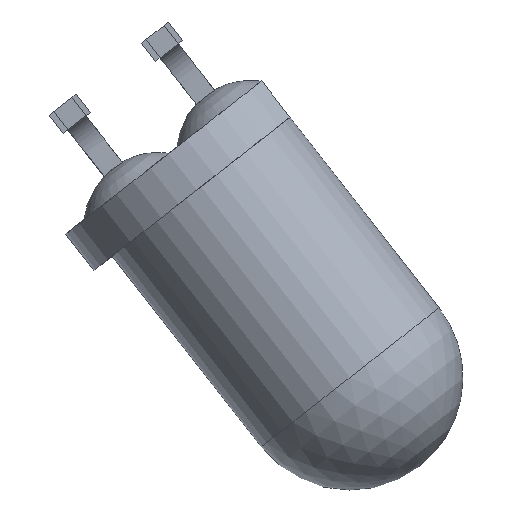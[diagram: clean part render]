
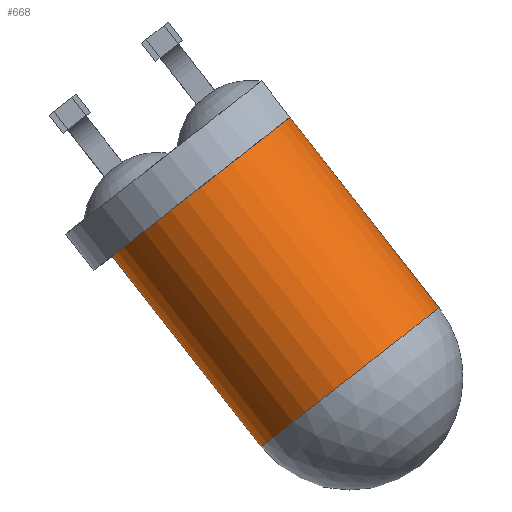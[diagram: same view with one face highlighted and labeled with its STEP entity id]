
A CAD part, front view. The second image highlights one B-rep face of the part: STEP entity #668.
In plain terms, the highlighted cylindrical face has radius 2.45 mm (diameter 4.9 mm), a full revolution.
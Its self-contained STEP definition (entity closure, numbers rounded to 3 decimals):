
#25=CYLINDRICAL_SURFACE('',#736,2.45);
#41=CIRCLE('',#726,2.45);
#42=CIRCLE('',#727,2.45);
#49=CIRCLE('',#737,2.45);
#110=FACE_OUTER_BOUND('',#144,.T.);
#144=EDGE_LOOP('',(#591,#592,#593,#594,#595));
#201=LINE('',#2136,#257);
#257=VECTOR('',#891,2.45);
#311=VERTEX_POINT('',#1642);
#312=VERTEX_POINT('',#1643);
#328=VERTEX_POINT('',#2134);
#405=EDGE_CURVE('',#311,#312,#41,.T.);
#406=EDGE_CURVE('',#312,#311,#42,.T.);
#424=EDGE_CURVE('',#328,#328,#49,.T.);
#425=EDGE_CURVE('',#328,#312,#201,.T.);
#591=ORIENTED_EDGE('',*,*,#424,.F.);
#592=ORIENTED_EDGE('',*,*,#425,.T.);
#593=ORIENTED_EDGE('',*,*,#406,.T.);
#594=ORIENTED_EDGE('',*,*,#405,.T.);
#595=ORIENTED_EDGE('',*,*,#425,.F.);
#668=ADVANCED_FACE('',(#110),#25,.T.);
#726=AXIS2_PLACEMENT_3D('',#1644,#867,#868);
#727=AXIS2_PLACEMENT_3D('',#1645,#869,#870);
#736=AXIS2_PLACEMENT_3D('',#2133,#887,#888);
#737=AXIS2_PLACEMENT_3D('',#2135,#889,#890);
#867=DIRECTION('center_axis',(0.,-1.,0.));
#868=DIRECTION('ref_axis',(-0.814,0.,0.581));
#869=DIRECTION('center_axis',(0.,-1.,0.));
#870=DIRECTION('ref_axis',(-0.814,0.,0.581));
#887=DIRECTION('center_axis',(0.,-1.,0.));
#888=DIRECTION('ref_axis',(-1.,0.,0.));
#889=DIRECTION('center_axis',(0.,-1.,0.));
#890=DIRECTION('ref_axis',(-1.,0.,0.));
#891=DIRECTION('',(0.,1.,0.));
#1642=CARTESIAN_POINT('',(-2.465,7.613,3.));
#1643=CARTESIAN_POINT('',(2.435,7.613,3.));
#1644=CARTESIAN_POINT('Origin',(-0.015,7.613,3.));
#1645=CARTESIAN_POINT('Origin',(-0.015,7.613,3.));
#2133=CARTESIAN_POINT('Origin',(-0.015,4.988,3.));
#2134=CARTESIAN_POINT('',(2.435,2.363,3.));
#2135=CARTESIAN_POINT('Origin',(-0.015,2.363,3.));
#2136=CARTESIAN_POINT('',(2.435,4.988,3.));
